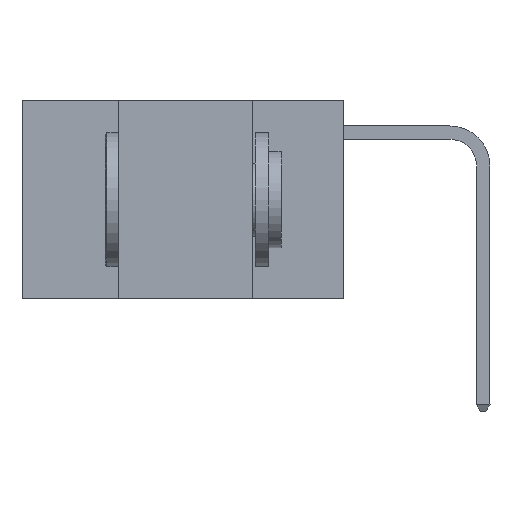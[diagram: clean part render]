
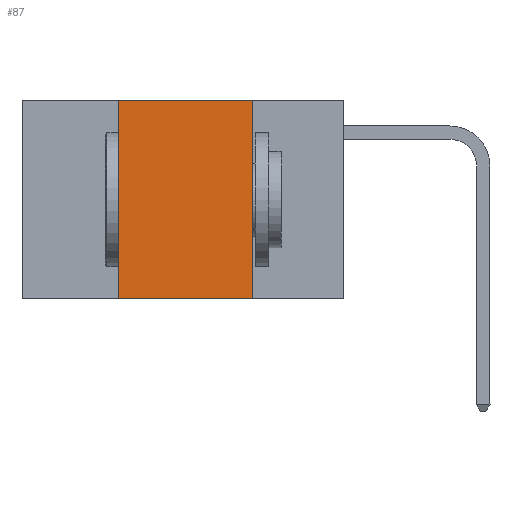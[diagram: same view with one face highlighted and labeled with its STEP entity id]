
A CAD part, left-side view. The second image highlights one B-rep face of the part: STEP entity #87.
In plain terms, the highlighted planar face has unit normal (-1, 0, 0).
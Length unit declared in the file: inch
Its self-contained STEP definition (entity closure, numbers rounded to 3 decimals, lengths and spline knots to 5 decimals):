
#87 = ADVANCED_FACE ( 'NONE', ( #10310 ), #8679, .F. ) ;
#158 = AXIS2_PLACEMENT_3D ( 'NONE', #2785, #1156, #9543 ) ;
#308 = CARTESIAN_POINT ( 'NONE',  ( 0., 0.42, 0. ) ) ;
#456 = CARTESIAN_POINT ( 'NONE',  ( 0., 0.42, -0.37 ) ) ;
#846 = EDGE_LOOP ( 'NONE', ( #4755, #5574, #5897, #9032 ) ) ;
#1156 = DIRECTION ( 'NONE',  ( 1., 0., 0. ) ) ;
#1570 = CARTESIAN_POINT ( 'NONE',  ( 0., 0.6, -0.37 ) ) ;
#1634 = CARTESIAN_POINT ( 'NONE',  ( 0., 0.42, 0. ) ) ;
#1651 = VECTOR ( 'NONE', #3182, 39.37008 ) ;
#1855 = EDGE_CURVE ( 'NONE', #2559, #4753, #3713, .T. ) ;
#2559 = VERTEX_POINT ( 'NONE', #308 ) ;
#2707 = VECTOR ( 'NONE', #7050, 39.37008 ) ;
#2785 = CARTESIAN_POINT ( 'NONE',  ( 0., 0.6, 0. ) ) ;
#3134 = EDGE_CURVE ( 'NONE', #6894, #3315, #4252, .T. ) ;
#3182 = DIRECTION ( 'NONE',  ( 0., 0., 1. ) ) ;
#3315 = VERTEX_POINT ( 'NONE', #6173 ) ;
#3374 = VECTOR ( 'NONE', #8337, 39.37008 ) ;
#3713 = LINE ( 'NONE', #5421, #2707 ) ;
#4252 = LINE ( 'NONE', #1570, #3374 ) ;
#4504 = VECTOR ( 'NONE', #5163, 39.37008 ) ;
#4753 = VERTEX_POINT ( 'NONE', #9633 ) ;
#4755 = ORIENTED_EDGE ( 'NONE', *, *, #7920, .F. ) ;
#5163 = DIRECTION ( 'NONE',  ( 0., 0., -1. ) ) ;
#5421 = CARTESIAN_POINT ( 'NONE',  ( 0., 0.6, 0. ) ) ;
#5574 = ORIENTED_EDGE ( 'NONE', *, *, #1855, .F. ) ;
#5897 = ORIENTED_EDGE ( 'NONE', *, *, #7072, .F. ) ;
#5989 = LINE ( 'NONE', #7764, #4504 ) ;
#6173 = CARTESIAN_POINT ( 'NONE',  ( 0., 0.17, -0.37 ) ) ;
#6894 = VERTEX_POINT ( 'NONE', #456 ) ;
#7050 = DIRECTION ( 'NONE',  ( 0., -1., 0. ) ) ;
#7072 = EDGE_CURVE ( 'NONE', #6894, #2559, #10705, .T. ) ;
#7764 = CARTESIAN_POINT ( 'NONE',  ( 0., 0.17, 0. ) ) ;
#7920 = EDGE_CURVE ( 'NONE', #4753, #3315, #5989, .T. ) ;
#8337 = DIRECTION ( 'NONE',  ( 0., -1., 0. ) ) ;
#8679 = PLANE ( 'NONE',  #158 ) ;
#9032 = ORIENTED_EDGE ( 'NONE', *, *, #3134, .T. ) ;
#9543 = DIRECTION ( 'NONE',  ( 0., 0., -1. ) ) ;
#9633 = CARTESIAN_POINT ( 'NONE',  ( 0., 0.17, 0. ) ) ;
#10310 = FACE_OUTER_BOUND ( 'NONE', #846, .T. ) ;
#10705 = LINE ( 'NONE', #1634, #1651 ) ;
